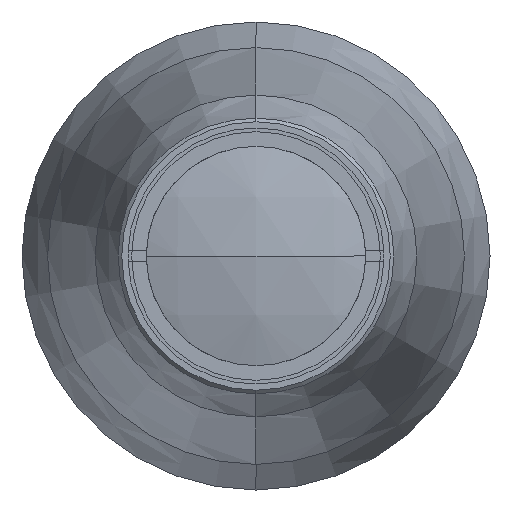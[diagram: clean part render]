
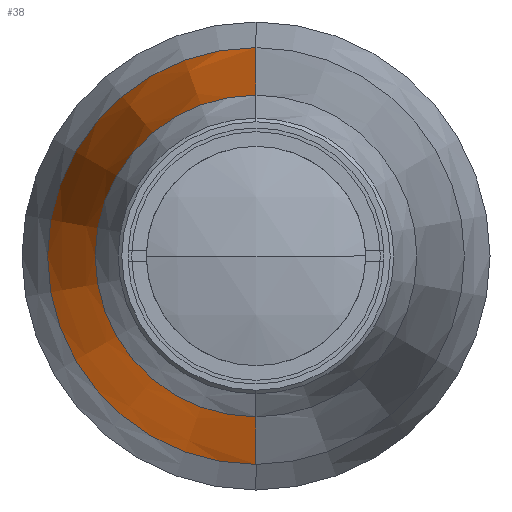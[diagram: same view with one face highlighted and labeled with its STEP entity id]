
A CAD part, left-side view. The second image highlights one B-rep face of the part: STEP entity #38.
In plain terms, the highlighted conical face has half-angle 7 degrees and reference radius 28.5 mm.
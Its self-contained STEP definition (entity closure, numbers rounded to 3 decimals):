
#38 = ADVANCED_FACE ( 'NONE', ( #1465 ), #1473, .T. ) ;
#225 = EDGE_CURVE ( 'NONE', #558, #559, #2661, .T. ) ;
#227 = EDGE_CURVE ( 'NONE', #539, #560, #2662, .T. ) ;
#228 = EDGE_CURVE ( 'NONE', #539, #558, #2663, .T. ) ;
#229 = EDGE_CURVE ( 'NONE', #560, #559, #2666, .T. ) ;
#259 = ORIENTED_EDGE ( 'NONE', *, *, #227, .F. ) ;
#260 = ORIENTED_EDGE ( 'NONE', *, *, #228, .T. ) ;
#261 = ORIENTED_EDGE ( 'NONE', *, *, #225, .T. ) ;
#262 = ORIENTED_EDGE ( 'NONE', *, *, #229, .F. ) ;
#539 = VERTEX_POINT ( 'NONE', #3457 ) ;
#558 = VERTEX_POINT ( 'NONE', #3476 ) ;
#559 = VERTEX_POINT ( 'NONE', #3477 ) ;
#560 = VERTEX_POINT ( 'NONE', #3478 ) ;
#649 = EDGE_LOOP ( 'NONE', ( #259, #260, #261, #262 ) ) ;
#1258 = CARTESIAN_POINT ( 'NONE',  ( 264.08, 0., 0. ) ) ;
#1259 = DIRECTION ( 'NONE',  ( 1., 0., 0. ) ) ;
#1267 = DIRECTION ( 'NONE',  ( 0., 0., -1. ) ) ;
#1465 = FACE_OUTER_BOUND ( 'NONE', #649, .T. ) ;
#1473 = CONICAL_SURFACE ( 'NONE', #1556, 28.5, 0.122 ) ;
#1556 = AXIS2_PLACEMENT_3D ( 'NONE', #1258, #1259, #1267 ) ;
#2661 = CIRCLE ( 'NONE', #2807, 28.5 ) ;
#2662 = CIRCLE ( 'NONE', #2808, 22. ) ;
#2663 = LINE ( 'NONE', #3117, #2667 ) ;
#2666 = LINE ( 'NONE', #3121, #2669 ) ;
#2667 = VECTOR ( 'NONE', #3115, 1000. ) ;
#2669 = VECTOR ( 'NONE', #3123, 1000. ) ;
#2807 = AXIS2_PLACEMENT_3D ( 'NONE', #3112, #3113, #3114 ) ;
#2808 = AXIS2_PLACEMENT_3D ( 'NONE', #3118, #3119, #3120 ) ;
#3112 = CARTESIAN_POINT ( 'NONE',  ( 264.08, 0., 0. ) ) ;
#3113 = DIRECTION ( 'NONE',  ( -1., 0., 0. ) ) ;
#3114 = DIRECTION ( 'NONE',  ( 0., 0., 1. ) ) ;
#3115 = DIRECTION ( 'NONE',  ( 0.993, 0., 0.122 ) ) ;
#3117 = CARTESIAN_POINT ( 'NONE',  ( 264.08, 0., 28.5 ) ) ;
#3118 = CARTESIAN_POINT ( 'NONE',  ( 211.142, 0., 0. ) ) ;
#3119 = DIRECTION ( 'NONE',  ( -1., 0., 0. ) ) ;
#3120 = DIRECTION ( 'NONE',  ( 0., 0., 1. ) ) ;
#3121 = CARTESIAN_POINT ( 'NONE',  ( 264.08, 0., -28.5 ) ) ;
#3123 = DIRECTION ( 'NONE',  ( 0.993, 0., -0.122 ) ) ;
#3457 = CARTESIAN_POINT ( 'NONE',  ( 211.142, 0., 22. ) ) ;
#3476 = CARTESIAN_POINT ( 'NONE',  ( 264.08, 0., 28.5 ) ) ;
#3477 = CARTESIAN_POINT ( 'NONE',  ( 264.08, 0., -28.5 ) ) ;
#3478 = CARTESIAN_POINT ( 'NONE',  ( 211.142, 0., -22. ) ) ;
